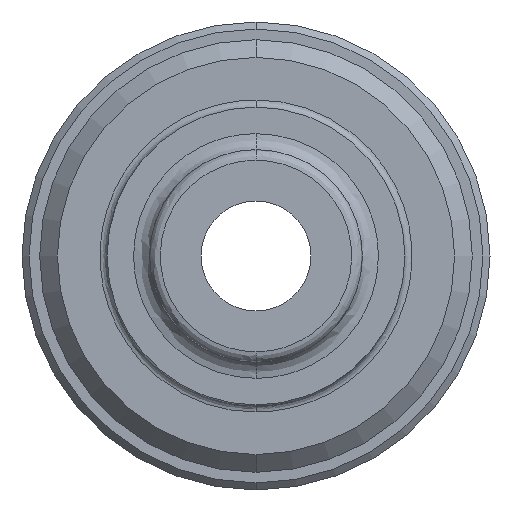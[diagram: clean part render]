
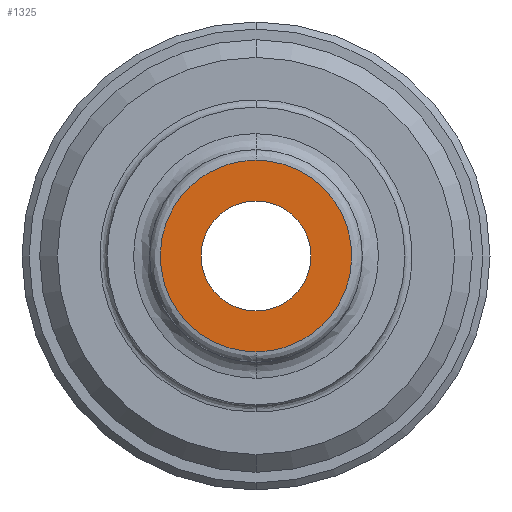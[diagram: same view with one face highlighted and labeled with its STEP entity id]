
A CAD part, front view. The second image highlights one B-rep face of the part: STEP entity #1325.
In plain terms, the highlighted planar face has unit normal (0, -1, 0).
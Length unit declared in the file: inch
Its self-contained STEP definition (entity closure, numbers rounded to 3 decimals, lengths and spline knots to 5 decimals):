
#8 = CIRCLE ( 'NONE', #1086, 0.06102 ) ;
#23 = CARTESIAN_POINT ( 'NONE',  ( 0.2126, 0., -0.1063 ) ) ;
#24 = FACE_OUTER_BOUND ( 'NONE', #1150, .T. ) ;
#40 = AXIS2_PLACEMENT_3D ( 'NONE', #1226, #632, #1154 ) ;
#112 = EDGE_CURVE ( 'NONE', #1018, #1496, #251, .T. ) ;
#154 = CARTESIAN_POINT ( 'NONE',  ( 0., 0., 0.06102 ) ) ;
#251 = CIRCLE ( 'NONE', #40, 0.06102 ) ;
#355 = PLANE ( 'NONE',  #1373 ) ;
#468 = EDGE_CURVE ( 'NONE', #1496, #1018, #8, .T. ) ;
#475 =( BOUNDED_CURVE ( )  B_SPLINE_CURVE ( 3, ( #1444, #1322, #1334, #619 ),
 .UNSPECIFIED., .F., .T. ) 
 B_SPLINE_CURVE_WITH_KNOTS ( ( 4, 4 ),
 ( 0.75, 1.25 ),
 .UNSPECIFIED. ) 
 CURVE ( )  GEOMETRIC_REPRESENTATION_ITEM ( )  RATIONAL_B_SPLINE_CURVE ( ( 1., 0.333, 0.333, 1. ) ) 
 REPRESENTATION_ITEM ( '' )  );
#619 = CARTESIAN_POINT ( 'NONE',  ( 0., 0., 0.1063 ) ) ;
#632 = DIRECTION ( 'NONE',  ( 0., 1., 0. ) ) ;
#671 = DIRECTION ( 'NONE',  ( 0., 1., 0. ) ) ;
#768 = CARTESIAN_POINT ( 'NONE',  ( 0., 0., -0.06102 ) ) ;
#770 = ORIENTED_EDGE ( 'NONE', *, *, #1024, .F. ) ;
#772 = CARTESIAN_POINT ( 'NONE',  ( 0.2126, 0., 0.1063 ) ) ;
#889 = CARTESIAN_POINT ( 'NONE',  ( 0., 0., -0.1063 ) ) ;
#932 = CARTESIAN_POINT ( 'NONE',  ( 0., 0., -0.1063 ) ) ;
#947 = CARTESIAN_POINT ( 'NONE',  ( -0.1063, 0., 0. ) ) ;
#999 = ORIENTED_EDGE ( 'NONE', *, *, #468, .T. ) ;
#1018 = VERTEX_POINT ( 'NONE', #154 ) ;
#1022 = EDGE_LOOP ( 'NONE', ( #1330, #999 ) ) ;
#1024 = EDGE_CURVE ( 'NONE', #1036, #1280, #1465, .T. ) ;
#1036 = VERTEX_POINT ( 'NONE', #1251 ) ;
#1061 = DIRECTION ( 'NONE',  ( 0., -1., 0. ) ) ;
#1086 = AXIS2_PLACEMENT_3D ( 'NONE', #1381, #671, #1505 ) ;
#1149 = ORIENTED_EDGE ( 'NONE', *, *, #1410, .F. ) ;
#1150 = EDGE_LOOP ( 'NONE', ( #770, #1149 ) ) ;
#1154 = DIRECTION ( 'NONE',  ( 0., 0., 1. ) ) ;
#1191 = DIRECTION ( 'NONE',  ( 0., 0., -1. ) ) ;
#1226 = CARTESIAN_POINT ( 'NONE',  ( 0., 0., 0. ) ) ;
#1251 = CARTESIAN_POINT ( 'NONE',  ( 0., 0., 0.1063 ) ) ;
#1280 = VERTEX_POINT ( 'NONE', #932 ) ;
#1322 = CARTESIAN_POINT ( 'NONE',  ( -0.2126, 0., -0.1063 ) ) ;
#1324 = FACE_BOUND ( 'NONE', #1022, .T. ) ;
#1325 = ADVANCED_FACE ( 'NONE', ( #1324, #24 ), #355, .T. ) ;
#1330 = ORIENTED_EDGE ( 'NONE', *, *, #112, .T. ) ;
#1334 = CARTESIAN_POINT ( 'NONE',  ( -0.2126, 0., 0.1063 ) ) ;
#1373 = AXIS2_PLACEMENT_3D ( 'NONE', #947, #1061, #1191 ) ;
#1381 = CARTESIAN_POINT ( 'NONE',  ( 0., 0., 0. ) ) ;
#1410 = EDGE_CURVE ( 'NONE', #1280, #1036, #475, .T. ) ;
#1444 = CARTESIAN_POINT ( 'NONE',  ( 0., 0., -0.1063 ) ) ;
#1465 =( BOUNDED_CURVE ( )  B_SPLINE_CURVE ( 3, ( #1484, #772, #23, #889 ),
 .UNSPECIFIED., .F., .T. ) 
 B_SPLINE_CURVE_WITH_KNOTS ( ( 4, 4 ),
 ( 0.25, 0.75 ),
 .UNSPECIFIED. ) 
 CURVE ( )  GEOMETRIC_REPRESENTATION_ITEM ( )  RATIONAL_B_SPLINE_CURVE ( ( 1., 0.333, 0.333, 1. ) ) 
 REPRESENTATION_ITEM ( '' )  );
#1484 = CARTESIAN_POINT ( 'NONE',  ( 0., 0., 0.1063 ) ) ;
#1496 = VERTEX_POINT ( 'NONE', #768 ) ;
#1505 = DIRECTION ( 'NONE',  ( 0., 0., 1. ) ) ;
